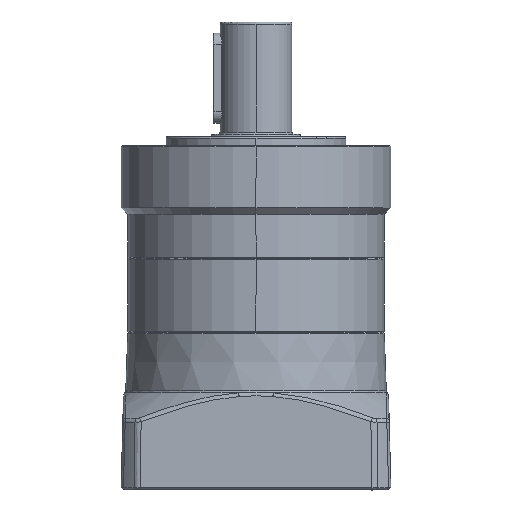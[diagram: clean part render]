
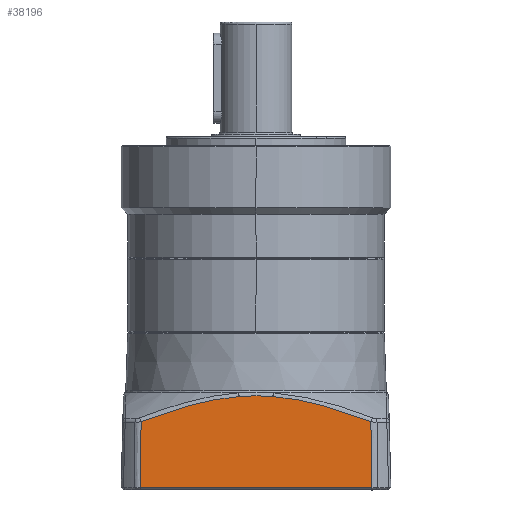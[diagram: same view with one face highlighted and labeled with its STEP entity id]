
A CAD part, left-side view. The second image highlights one B-rep face of the part: STEP entity #38196.
In plain terms, the highlighted face is planar.
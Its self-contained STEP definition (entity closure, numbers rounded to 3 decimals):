
#3072 = CARTESIAN_POINT ( 'NONE',  ( 59.205, -7.212, -51.071 ) ) ;
#3230 = CARTESIAN_POINT ( 'NONE',  ( 59.063, -1.796, -35.799 ) ) ;
#3386 = CARTESIAN_POINT ( 'NONE',  ( 58.959, 2.173, -20.233 ) ) ;
#3394 = CARTESIAN_POINT ( 'NONE',  ( 58.904, 4.283, -2.507 ) ) ;
#3412 = VERTEX_POINT ( 'NONE', #29299 ) ;
#3562 = LINE ( 'NONE', #9110, #3831 ) ;
#3831 = VECTOR ( 'NONE', #9255, 1000. ) ;
#4050 = DIRECTION ( 'NONE',  ( -0.026, 1., 0. ) ) ;
#4848 = EDGE_LOOP ( 'NONE', ( #12118, #7356, #20220, #21711, #30610, #26591 ) ) ;
#5386 = EDGE_CURVE ( 'NONE', #18909, #18519, #25265, .T. ) ;
#6597 = CARTESIAN_POINT ( 'NONE',  ( 59.974, -36.615, 51.372 ) ) ;
#6640 = CARTESIAN_POINT ( 'NONE',  ( 59.158, -5.439, -46.432 ) ) ;
#6786 = CARTESIAN_POINT ( 'NONE',  ( 59.027, -0.438, -31.155 ) ) ;
#6934 = CARTESIAN_POINT ( 'NONE',  ( 58.953, 2.393, -19.064 ) ) ;
#6942 = CARTESIAN_POINT ( 'NONE',  ( 58.913, 3.919, -7.507 ) ) ;
#7356 = ORIENTED_EDGE ( 'NONE', *, *, #22243, .F. ) ;
#9110 = CARTESIAN_POINT ( 'NONE',  ( 59.974, -36.615, 60. ) ) ;
#9255 = DIRECTION ( 'NONE',  ( 0., 0., -1. ) ) ;
#10233 = CARTESIAN_POINT ( 'NONE',  ( 59.116, -3.822, -41.892 ) ) ;
#10393 = CARTESIAN_POINT ( 'NONE',  ( 59.019, -0.125, -30.018 ) ) ;
#10560 = CARTESIAN_POINT ( 'NONE',  ( 58.952, 2.444, -18.787 ) ) ;
#12118 = ORIENTED_EDGE ( 'NONE', *, *, #40787, .F. ) ;
#12729 = LINE ( 'NONE', #42038, #13531 ) ;
#13455 = EDGE_CURVE ( 'NONE', #42745, #23424, #12729, .T. ) ;
#13531 = VECTOR ( 'NONE', #42079, 1000. ) ;
#13857 = CARTESIAN_POINT ( 'NONE',  ( 59.106, -3.445, -40.793 ) ) ;
#14017 = CARTESIAN_POINT ( 'NONE',  ( 59.017, -0.048, -29.735 ) ) ;
#14176 = CARTESIAN_POINT ( 'NONE',  ( 58.951, 2.459, -18.706 ) ) ;
#16587 = CARTESIAN_POINT ( 'NONE',  ( 58.913, 3.919, 7.507 ) ) ;
#17457 = CARTESIAN_POINT ( 'NONE',  ( 59.103, -3.352, -40.521 ) ) ;
#17595 = CARTESIAN_POINT ( 'NONE',  ( 59.016, -0.03, -29.668 ) ) ;
#17747 = CARTESIAN_POINT ( 'NONE',  ( 58.92, 3.639, -11.148 ) ) ;
#18519 = VERTEX_POINT ( 'NONE', #6597 ) ;
#18909 = VERTEX_POINT ( 'NONE', #37201 ) ;
#20220 = ORIENTED_EDGE ( 'NONE', *, *, #5386, .T. ) ;
#20966 = CARTESIAN_POINT ( 'NONE',  ( 59.103, -3.33, -40.456 ) ) ;
#21112 = CARTESIAN_POINT ( 'NONE',  ( 59.003, 0.485, -27.758 ) ) ;
#21123 = CARTESIAN_POINT ( 'NONE',  ( 58.913, 3.919, 7.507 ) ) ;
#21711 = ORIENTED_EDGE ( 'NONE', *, *, #25287, .T. ) ;
#21788 = PLANE ( 'NONE',  #37639 ) ;
#22243 = EDGE_CURVE ( 'NONE', #18909, #33557, #39170, .T. ) ;
#23424 = VERTEX_POINT ( 'NONE', #38389 ) ;
#24336 = CARTESIAN_POINT ( 'NONE',  ( 59.185, -6.477, -49.18 ) ) ;
#24481 = CARTESIAN_POINT ( 'NONE',  ( 59.086, -2.685, -38.554 ) ) ;
#24630 = CARTESIAN_POINT ( 'NONE',  ( 58.967, 1.861, -21.802 ) ) ;
#24638 = CARTESIAN_POINT ( 'NONE',  ( 58.904, 4.283, 2.508 ) ) ;
#25265 = LINE ( 'NONE', #25349, #36949 ) ;
#25287 = EDGE_CURVE ( 'NONE', #18519, #42745, #3562, .T. ) ;
#25308 = DIRECTION ( 'NONE',  ( 1., 0.026, 0. ) ) ;
#25314 = DIRECTION ( 'NONE',  ( 0.026, -1., 0.01 ) ) ;
#25349 = CARTESIAN_POINT ( 'NONE',  ( 59.205, -7.212, 51.071 ) ) ;
#26077 = FACE_OUTER_BOUND ( 'NONE', #4848, .T. ) ;
#26591 = ORIENTED_EDGE ( 'NONE', *, *, #35303, .T. ) ;
#27986 = CARTESIAN_POINT ( 'NONE',  ( 59.039, -0.872, -32.686 ) ) ;
#28137 = CARTESIAN_POINT ( 'NONE',  ( 58.955, 2.321, -19.453 ) ) ;
#28149 = CARTESIAN_POINT ( 'NONE',  ( 58.908, 4.11, -5.007 ) ) ;
#29299 = CARTESIAN_POINT ( 'NONE',  ( 58.913, 3.919, -7.507 ) ) ;
#30610 = ORIENTED_EDGE ( 'NONE', *, *, #13455, .T. ) ;
#31337 = CARTESIAN_POINT ( 'NONE',  ( 59.129, -4.342, -43.379 ) ) ;
#31479 = CARTESIAN_POINT ( 'NONE',  ( 59.022, -0.228, -30.396 ) ) ;
#31614 = CARTESIAN_POINT ( 'NONE',  ( 58.952, 2.429, -18.87 ) ) ;
#33353 = CARTESIAN_POINT ( 'NONE',  ( 59.974, -36.615, -51.372 ) ) ;
#33557 = VERTEX_POINT ( 'NONE', #16587 ) ;
#34654 = CARTESIAN_POINT ( 'NONE',  ( 58.908, 4.11, 5.008 ) ) ;
#34793 = CARTESIAN_POINT ( 'NONE',  ( 59.109, -3.569, -41.158 ) ) ;
#34941 = CARTESIAN_POINT ( 'NONE',  ( 59.018, -0.073, -29.829 ) ) ;
#35000 = B_SPLINE_CURVE_WITH_KNOTS ( 'NONE', 3,
 ( #3072, #24336, #6640, #31337, #10233, #34793, #13857, #38222, #17457, #41705, #20966, #45066, #24481, #3230, #27986, #6786, #31479, #10393, #34941, #14017, #38370, #17595, #41837, #21112, #45199, #24630, #3386, #28137, #6934, #31614, #10560, #35097, #14176, #38517, #17747, #41979 ),
 .UNSPECIFIED., .F., .F.,
 ( 4, 1, 1, 1, 1, 1, 1, 1, 2, 2, 1, 1, 1, 1, 1, 1, 1, 2, 2, 1, 1, 1, 1, 1, 1, 2, 2, 4 ),
 ( 0., 0.125, 0.188, 0.219, 0.234, 0.242, 0.246, 0.248, 0.249, 0.25, 0.375, 0.438, 0.469, 0.484, 0.492, 0.496, 0.498, 0.499, 0.5, 0.625, 0.688, 0.719, 0.734, 0.742, 0.746, 0.748, 0.75, 1. ),
 .UNSPECIFIED. ) ;
#35097 = CARTESIAN_POINT ( 'NONE',  ( 58.951, 2.454, -18.732 ) ) ;
#35303 = EDGE_CURVE ( 'NONE', #23424, #3412, #35000, .T. ) ;
#35343 = CARTESIAN_POINT ( 'NONE',  ( 58.913, 3.919, 7.507 ) ) ;
#35392 = CARTESIAN_POINT ( 'NONE',  ( 58.928, 3.342, 15.032 ) ) ;
#35397 = CARTESIAN_POINT ( 'NONE',  ( 58.965, 1.918, 22.389 ) ) ;
#35450 = CARTESIAN_POINT ( 'NONE',  ( 59.068, -1.996, 36.891 ) ) ;
#35543 = CARTESIAN_POINT ( 'NONE',  ( 59.133, -4.486, 44.062 ) ) ;
#35572 = CARTESIAN_POINT ( 'NONE',  ( 60., -37.59, 60. ) ) ;
#36949 = VECTOR ( 'NONE', #25314, 1000. ) ;
#37201 = CARTESIAN_POINT ( 'NONE',  ( 59.205, -7.212, 51.071 ) ) ;
#37226 = CARTESIAN_POINT ( 'NONE',  ( 59.205, -7.212, 51.071 ) ) ;
#37639 = AXIS2_PLACEMENT_3D ( 'NONE', #35572, #25308, #4050 ) ;
#38196 = ADVANCED_FACE ( 'NONE', ( #26077 ), #21788, .T. ) ;
#38222 = CARTESIAN_POINT ( 'NONE',  ( 59.104, -3.383, -40.611 ) ) ;
#38370 = CARTESIAN_POINT ( 'NONE',  ( 59.017, -0.037, -29.695 ) ) ;
#38389 = CARTESIAN_POINT ( 'NONE',  ( 59.205, -7.212, -51.071 ) ) ;
#38517 = CARTESIAN_POINT ( 'NONE',  ( 58.933, 3.155, -14.871 ) ) ;
#39170 = B_SPLINE_CURVE_WITH_KNOTS ( 'NONE', 3,
 ( #37226, #35543, #35450, #35397, #35392, #35343 ),
 .UNSPECIFIED., .F., .F.,
 ( 4, 2, 4 ),
 ( 0., 0.5, 1. ),
 .UNSPECIFIED. ) ;
#40787 = EDGE_CURVE ( 'NONE', #33557, #3412, #41558, .T. ) ;
#41558 = B_SPLINE_CURVE_WITH_KNOTS ( 'NONE', 3,
 ( #21123, #34654, #24638, #3394, #28149, #6942 ),
 .UNSPECIFIED., .F., .F.,
 ( 4, 2, 4 ),
 ( 0., 0.5, 1. ),
 .UNSPECIFIED. ) ;
#41705 = CARTESIAN_POINT ( 'NONE',  ( 59.103, -3.339, -40.482 ) ) ;
#41837 = CARTESIAN_POINT ( 'NONE',  ( 59.016, -0.026, -29.656 ) ) ;
#41979 = CARTESIAN_POINT ( 'NONE',  ( 58.913, 3.919, -7.507 ) ) ;
#42038 = CARTESIAN_POINT ( 'NONE',  ( 59.974, -36.615, -51.372 ) ) ;
#42079 = DIRECTION ( 'NONE',  ( -0.026, 1., 0.01 ) ) ;
#42745 = VERTEX_POINT ( 'NONE', #33353 ) ;
#45066 = CARTESIAN_POINT ( 'NONE',  ( 59.103, -3.326, -40.445 ) ) ;
#45199 = CARTESIAN_POINT ( 'NONE',  ( 58.985, 1.176, -24.975 ) ) ;
